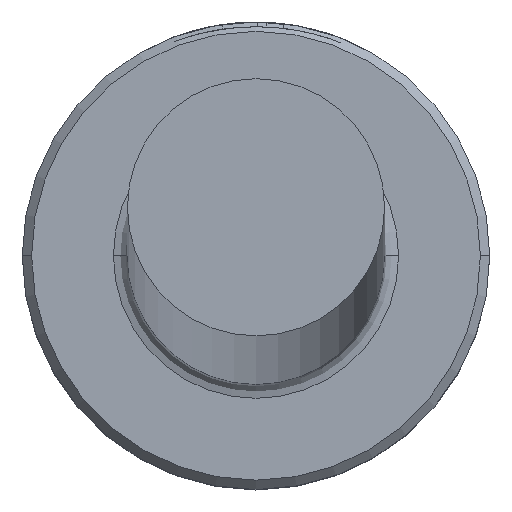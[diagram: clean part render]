
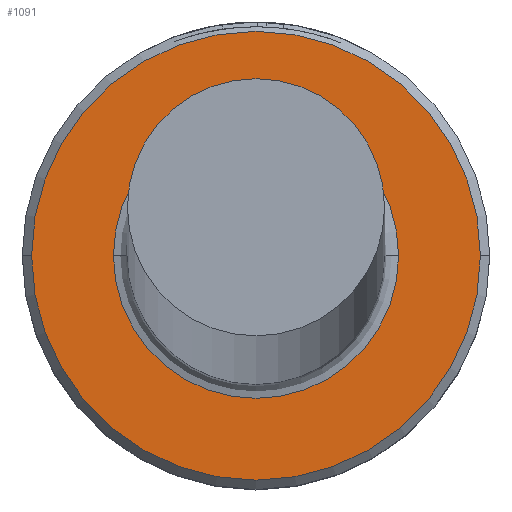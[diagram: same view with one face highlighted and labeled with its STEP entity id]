
A CAD part, top view. The second image highlights one B-rep face of the part: STEP entity #1091.
In plain terms, the highlighted planar face has unit normal (0, 0, 1).
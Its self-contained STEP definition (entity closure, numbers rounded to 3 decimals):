
#32 = DIRECTION ( 'NONE',  ( 0., 0., -1. ) ) ;
#40 = CARTESIAN_POINT ( 'NONE',  ( 0., 0., 6. ) ) ;
#75 = CIRCLE ( 'NONE', #164, 3.05 ) ;
#121 = CIRCLE ( 'NONE', #262, 4.8 ) ;
#141 = ORIENTED_EDGE ( 'NONE', *, *, #244, .T. ) ;
#143 = DIRECTION ( 'NONE',  ( 1., 0., 0. ) ) ;
#164 = AXIS2_PLACEMENT_3D ( 'NONE', #584, #32, #665 ) ;
#181 = DIRECTION ( 'NONE',  ( 0., 0., 1. ) ) ;
#213 = CIRCLE ( 'NONE', #691, 4.8 ) ;
#221 = DIRECTION ( 'NONE',  ( 1., 0., 0. ) ) ;
#244 = EDGE_CURVE ( 'NONE', #683, #530, #213, .T. ) ;
#250 = CARTESIAN_POINT ( 'NONE',  ( -4.8, 0., 6. ) ) ;
#262 = AXIS2_PLACEMENT_3D ( 'NONE', #40, #675, #143 ) ;
#324 = CIRCLE ( 'NONE', #340, 3.05 ) ;
#327 = ORIENTED_EDGE ( 'NONE', *, *, #1123, .T. ) ;
#340 = AXIS2_PLACEMENT_3D ( 'NONE', #389, #983, #474 ) ;
#361 = EDGE_CURVE ( 'NONE', #670, #1037, #75, .T. ) ;
#375 = EDGE_LOOP ( 'NONE', ( #646, #425 ) ) ;
#389 = CARTESIAN_POINT ( 'NONE',  ( 0., 0., 6. ) ) ;
#394 = CARTESIAN_POINT ( 'NONE',  ( -3.05, 0., 6. ) ) ;
#425 = ORIENTED_EDGE ( 'NONE', *, *, #361, .T. ) ;
#426 = CARTESIAN_POINT ( 'NONE',  ( 4.8, 0., 6. ) ) ;
#431 = CARTESIAN_POINT ( 'NONE',  ( 3.05, 0., 6. ) ) ;
#450 = CARTESIAN_POINT ( 'NONE',  ( 0., 0., 6. ) ) ;
#474 = DIRECTION ( 'NONE',  ( -1., 0., 0. ) ) ;
#530 = VERTEX_POINT ( 'NONE', #426 ) ;
#549 = AXIS2_PLACEMENT_3D ( 'NONE', #1008, #747, #667 ) ;
#584 = CARTESIAN_POINT ( 'NONE',  ( 0., 0., 6. ) ) ;
#585 = PLANE ( 'NONE',  #549 ) ;
#628 = FACE_BOUND ( 'NONE', #375, .T. ) ;
#646 = ORIENTED_EDGE ( 'NONE', *, *, #997, .T. ) ;
#656 = FACE_OUTER_BOUND ( 'NONE', #770, .T. ) ;
#665 = DIRECTION ( 'NONE',  ( -1., 0., 0. ) ) ;
#667 = DIRECTION ( 'NONE',  ( 1., 0., 0. ) ) ;
#670 = VERTEX_POINT ( 'NONE', #431 ) ;
#675 = DIRECTION ( 'NONE',  ( 0., 0., 1. ) ) ;
#683 = VERTEX_POINT ( 'NONE', #250 ) ;
#691 = AXIS2_PLACEMENT_3D ( 'NONE', #450, #181, #221 ) ;
#747 = DIRECTION ( 'NONE',  ( 0., 0., 1. ) ) ;
#770 = EDGE_LOOP ( 'NONE', ( #141, #327 ) ) ;
#983 = DIRECTION ( 'NONE',  ( 0., 0., -1. ) ) ;
#997 = EDGE_CURVE ( 'NONE', #1037, #670, #324, .T. ) ;
#1008 = CARTESIAN_POINT ( 'NONE',  ( 0., 0., 6. ) ) ;
#1037 = VERTEX_POINT ( 'NONE', #394 ) ;
#1091 = ADVANCED_FACE ( 'NONE', ( #656, #628 ), #585, .T. ) ;
#1123 = EDGE_CURVE ( 'NONE', #530, #683, #121, .T. ) ;
